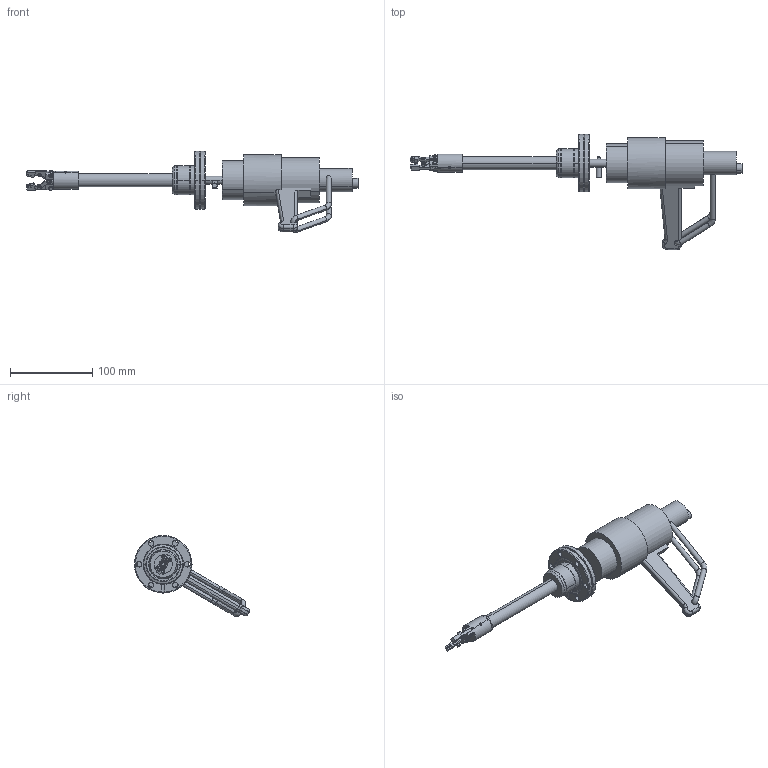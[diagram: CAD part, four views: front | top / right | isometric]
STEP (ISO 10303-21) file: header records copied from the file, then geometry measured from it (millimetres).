
FILE_DESCRIPTION((''),'2;1');
FILE_NAME('ZMH075FL_ASM','2015-01-15T',('william.mackenzie'),(''),'PRO/ENGINEER BY PARAMETRIC TECHNOLOGY CORPORATION, 2014200','PRO/ENGINEER BY PARAMETRIC TECHNOLOGY CORPORATION, 2014200','');
FILE_SCHEMA(('CONFIG_CONTROL_DESIGN'));
Length unit declared in the file: millimetre
Products named in the file (1): ZMH075FL_ASM
Bounding box: 402.99 x 139.72 x 98.48 mm (x, y, z)
Volume: 441362.3 mm3; surface area: 82159.3 mm2
Topology: 3 solids, 6 shells, 688 faces, 1978 edges, 1292 vertices
Faces by surface type: cylinder 295, plane 270, cone 75, torus 41, sphere 4, bspline 2, revolution 1
Entity records: 23822 total; most frequent: CARTESIAN_POINT 5020, DIRECTION 4170, ORIENTED_EDGE 3916, EDGE_CURVE 1966, AXIS2_PLACEMENT_3D 1649, VERTEX_POINT 1292, CIRCLE 963, VECTOR 871
